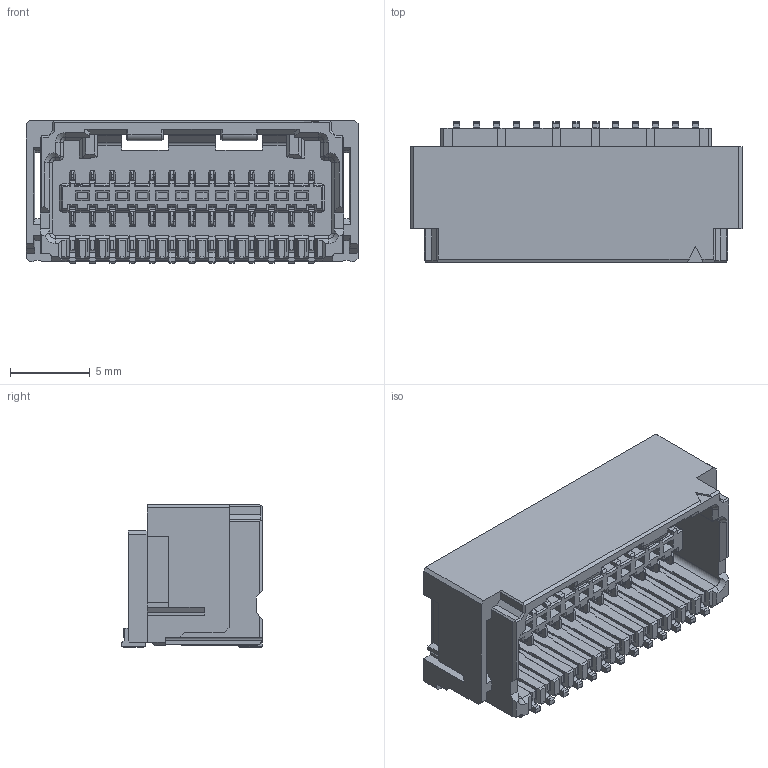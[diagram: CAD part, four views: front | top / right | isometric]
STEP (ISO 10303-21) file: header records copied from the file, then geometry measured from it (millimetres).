
FILE_DESCRIPTION( ('This file contains a STEP AP42 implementation' ,'as created by ZW3D STEP Interface translator.') ,'2;1' );
FILE_NAME( 'WF1258-2WZH13BR1.stp' ,'231228.16 928', (''), ('ZWCAD Software Co.'), 'Version 1.0', 'ZW3D to STEP translator', '' );
FILE_SCHEMA(('AUTOMOTIVE_DESIGN { 1 0 10303 214 1 1 1 1 }'));
Length unit declared in the file: millimetre
Products named in the file (3): 0; WF1258-2WZH13BR1; MWF1258-BXXM01(湍蹋湍)
Assembly tree (1 placements, depth 2):
  0
  WF1258-2WZH13BR1
    MWF1258-BXXM01(湍蹋湍)
Bounding box: 20.85 x 8.85 x 8.96 mm (x, y, z)
Volume: 791.8 mm3; surface area: 2243.8 mm2
Topology: 1 solids, 1 shells, 3217 faces, 9438 edges, 6083 vertices
Faces by surface type: plane 2663, cylinder 493, bspline 35, cone 26
Entity records: 110334 total; most frequent: CARTESIAN_POINT 21607, ORIENTED_EDGE 18984, DIRECTION 16359, EDGE_CURVE 9439, VECTOR 8047, LINE 8047, VERTEX_POINT 6085, AXIS2_PLACEMENT_3D 4156
